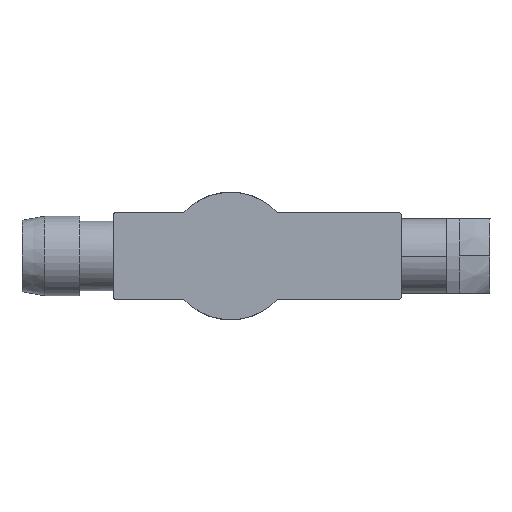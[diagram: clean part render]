
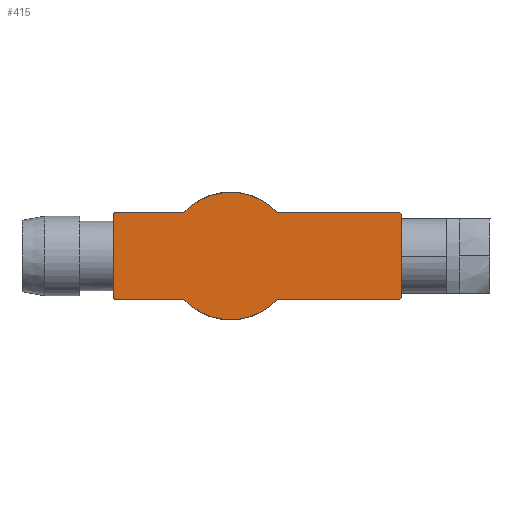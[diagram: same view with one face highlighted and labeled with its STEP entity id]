
A CAD part, front view. The second image highlights one B-rep face of the part: STEP entity #415.
In plain terms, the highlighted planar face has unit normal (0, -1, 0).
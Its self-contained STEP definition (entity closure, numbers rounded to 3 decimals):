
#1 = EDGE_CURVE ( 'NONE', #789, #534, #1269, .T. ) ;
#36 = CARTESIAN_POINT ( 'NONE',  ( -22.5, -22.5, 0. ) ) ;
#38 = ORIENTED_EDGE ( 'NONE', *, *, #105, .F. ) ;
#72 = CARTESIAN_POINT ( 'NONE',  ( -37.7, -22.5, -5.4 ) ) ;
#82 = EDGE_CURVE ( 'NONE', #789, #1903, #1039, .T. ) ;
#103 = CIRCLE ( 'NONE', #1726, 0.3 ) ;
#105 = EDGE_CURVE ( 'NONE', #534, #161, #643, .T. ) ;
#146 = DIRECTION ( 'NONE',  ( 0., 0., -1. ) ) ;
#157 = DIRECTION ( 'NONE',  ( 0., 1., 0. ) ) ;
#161 = VERTEX_POINT ( 'NONE', #1600 ) ;
#169 = DIRECTION ( 'NONE',  ( 0., 1., 0. ) ) ;
#264 = CARTESIAN_POINT ( 'NONE',  ( -38., -22.5, -5.4 ) ) ;
#303 = CARTESIAN_POINT ( 'NONE',  ( 0., -22.5, -5.4 ) ) ;
#316 = EDGE_CURVE ( 'NONE', #625, #323, #1033, .T. ) ;
#317 = DIRECTION ( 'NONE',  ( 0., 0., -1. ) ) ;
#323 = VERTEX_POINT ( 'NONE', #1930 ) ;
#337 = CARTESIAN_POINT ( 'NONE',  ( -16.33, -22.5, 5.7 ) ) ;
#338 = EDGE_CURVE ( 'NONE', #625, #1545, #988, .T. ) ;
#345 = ORIENTED_EDGE ( 'NONE', *, *, #1722, .T. ) ;
#347 = EDGE_LOOP ( 'NONE', ( #877, #973, #483, #345, #1521, #947, #968, #1539, #774, #1450, #38, #1593, #1361 ) ) ;
#366 = VECTOR ( 'NONE', #715, 1000. ) ;
#381 = CARTESIAN_POINT ( 'NONE',  ( -37.7, -22.5, 5.7 ) ) ;
#415 = ADVANCED_FACE ( 'NONE', ( #744 ), #766, .F. ) ;
#428 = DIRECTION ( 'NONE',  ( 0., 0., -1. ) ) ;
#436 = CIRCLE ( 'NONE', #449, 0.3 ) ;
#448 = DIRECTION ( 'NONE',  ( -1., 0., 0. ) ) ;
#449 = AXIS2_PLACEMENT_3D ( 'NONE', #1030, #1184, #1336 ) ;
#450 = DIRECTION ( 'NONE',  ( 0., 1., 0. ) ) ;
#456 = CARTESIAN_POINT ( 'NONE',  ( -22.5, -22.5, 0. ) ) ;
#457 = DIRECTION ( 'NONE',  ( 0., 0., 1. ) ) ;
#483 = ORIENTED_EDGE ( 'NONE', *, *, #1004, .F. ) ;
#496 = VECTOR ( 'NONE', #607, 1000. ) ;
#518 = EDGE_CURVE ( 'NONE', #677, #161, #1238, .T. ) ;
#524 = CARTESIAN_POINT ( 'NONE',  ( -0.3, -22.5, 5.7 ) ) ;
#527 = CIRCLE ( 'NONE', #1173, 0.3 ) ;
#534 = VERTEX_POINT ( 'NONE', #1079 ) ;
#596 = CARTESIAN_POINT ( 'NONE',  ( -16.33, -22.5, 5.7 ) ) ;
#607 = DIRECTION ( 'NONE',  ( 0., 0., 1. ) ) ;
#612 = LINE ( 'NONE', #596, #1282 ) ;
#617 = AXIS2_PLACEMENT_3D ( 'NONE', #1378, #1861, #950 ) ;
#624 = VERTEX_POINT ( 'NONE', #524 ) ;
#625 = VERTEX_POINT ( 'NONE', #803 ) ;
#634 = CIRCLE ( 'NONE', #1862, 8.4 ) ;
#639 = CARTESIAN_POINT ( 'NONE',  ( -0.3, -22.5, -5.7 ) ) ;
#643 = CIRCLE ( 'NONE', #617, 8.4 ) ;
#653 = AXIS2_PLACEMENT_3D ( 'NONE', #907, #450, #457 ) ;
#677 = VERTEX_POINT ( 'NONE', #1540 ) ;
#688 = DIRECTION ( 'NONE',  ( -1., 0., 0. ) ) ;
#715 = DIRECTION ( 'NONE',  ( 0., 0., -1. ) ) ;
#744 = FACE_OUTER_BOUND ( 'NONE', #347, .T. ) ;
#766 = PLANE ( 'NONE',  #653 ) ;
#774 = ORIENTED_EDGE ( 'NONE', *, *, #1498, .F. ) ;
#789 = VERTEX_POINT ( 'NONE', #1572 ) ;
#798 = EDGE_CURVE ( 'NONE', #844, #1545, #1724, .T. ) ;
#803 = CARTESIAN_POINT ( 'NONE',  ( -38., -22.5, 5.4 ) ) ;
#806 = CARTESIAN_POINT ( 'NONE',  ( -0.3, -22.5, -5.7 ) ) ;
#835 = AXIS2_PLACEMENT_3D ( 'NONE', #1923, #1163, #428 ) ;
#844 = VERTEX_POINT ( 'NONE', #1267 ) ;
#877 = ORIENTED_EDGE ( 'NONE', *, *, #1201, .F. ) ;
#907 = CARTESIAN_POINT ( 'NONE',  ( -22.5, -22.5, 0. ) ) ;
#917 = CARTESIAN_POINT ( 'NONE',  ( -28.67, -22.5, -5.7 ) ) ;
#947 = ORIENTED_EDGE ( 'NONE', *, *, #798, .T. ) ;
#950 = DIRECTION ( 'NONE',  ( 0., 0., -1. ) ) ;
#968 = ORIENTED_EDGE ( 'NONE', *, *, #338, .F. ) ;
#973 = ORIENTED_EDGE ( 'NONE', *, *, #1813, .T. ) ;
#988 = CIRCLE ( 'NONE', #835, 0.3 ) ;
#997 = VERTEX_POINT ( 'NONE', #303 ) ;
#1004 = EDGE_CURVE ( 'NONE', #624, #1181, #436, .T. ) ;
#1030 = CARTESIAN_POINT ( 'NONE',  ( -0.3, -22.5, 5.4 ) ) ;
#1033 = LINE ( 'NONE', #264, #366 ) ;
#1039 = LINE ( 'NONE', #806, #1609 ) ;
#1062 = DIRECTION ( 'NONE',  ( 1., 0., 0. ) ) ;
#1064 = CARTESIAN_POINT ( 'NONE',  ( 0., -22.5, 5.4 ) ) ;
#1065 = DIRECTION ( 'NONE',  ( 0., 1., 0. ) ) ;
#1079 = CARTESIAN_POINT ( 'NONE',  ( -22.5, -22.5, -8.4 ) ) ;
#1119 = CARTESIAN_POINT ( 'NONE',  ( -37.7, -22.5, 5.7 ) ) ;
#1163 = DIRECTION ( 'NONE',  ( 0., 1., 0. ) ) ;
#1173 = AXIS2_PLACEMENT_3D ( 'NONE', #1189, #169, #1499 ) ;
#1181 = VERTEX_POINT ( 'NONE', #1064 ) ;
#1184 = DIRECTION ( 'NONE',  ( 0., 1., 0. ) ) ;
#1189 = CARTESIAN_POINT ( 'NONE',  ( -0.3, -22.5, -5.4 ) ) ;
#1201 = EDGE_CURVE ( 'NONE', #997, #1903, #527, .T. ) ;
#1213 = CARTESIAN_POINT ( 'NONE',  ( 0., -22.5, 5.4 ) ) ;
#1235 = DIRECTION ( 'NONE',  ( 1., 0., 0. ) ) ;
#1238 = LINE ( 'NONE', #917, #1585 ) ;
#1257 = DIRECTION ( 'NONE',  ( 0., 0., -1. ) ) ;
#1267 = CARTESIAN_POINT ( 'NONE',  ( -28.67, -22.5, 5.7 ) ) ;
#1269 = CIRCLE ( 'NONE', #1348, 8.4 ) ;
#1282 = VECTOR ( 'NONE', #448, 1000. ) ;
#1323 = VERTEX_POINT ( 'NONE', #337 ) ;
#1336 = DIRECTION ( 'NONE',  ( 0., 0., -1. ) ) ;
#1348 = AXIS2_PLACEMENT_3D ( 'NONE', #36, #1065, #317 ) ;
#1361 = ORIENTED_EDGE ( 'NONE', *, *, #82, .T. ) ;
#1378 = CARTESIAN_POINT ( 'NONE',  ( -22.5, -22.5, 0. ) ) ;
#1450 = ORIENTED_EDGE ( 'NONE', *, *, #518, .T. ) ;
#1498 = EDGE_CURVE ( 'NONE', #677, #323, #103, .T. ) ;
#1499 = DIRECTION ( 'NONE',  ( 0., 0., -1. ) ) ;
#1521 = ORIENTED_EDGE ( 'NONE', *, *, #1648, .F. ) ;
#1539 = ORIENTED_EDGE ( 'NONE', *, *, #316, .T. ) ;
#1540 = CARTESIAN_POINT ( 'NONE',  ( -37.7, -22.5, -5.7 ) ) ;
#1545 = VERTEX_POINT ( 'NONE', #381 ) ;
#1572 = CARTESIAN_POINT ( 'NONE',  ( -16.33, -22.5, -5.7 ) ) ;
#1585 = VECTOR ( 'NONE', #1062, 1000. ) ;
#1593 = ORIENTED_EDGE ( 'NONE', *, *, #1, .F. ) ;
#1600 = CARTESIAN_POINT ( 'NONE',  ( -28.67, -22.5, -5.7 ) ) ;
#1609 = VECTOR ( 'NONE', #1235, 1000. ) ;
#1648 = EDGE_CURVE ( 'NONE', #844, #1323, #634, .T. ) ;
#1649 = LINE ( 'NONE', #1213, #496 ) ;
#1722 = EDGE_CURVE ( 'NONE', #624, #1323, #612, .T. ) ;
#1724 = LINE ( 'NONE', #1119, #1865 ) ;
#1726 = AXIS2_PLACEMENT_3D ( 'NONE', #72, #1882, #1257 ) ;
#1813 = EDGE_CURVE ( 'NONE', #997, #1181, #1649, .T. ) ;
#1861 = DIRECTION ( 'NONE',  ( 0., 1., 0. ) ) ;
#1862 = AXIS2_PLACEMENT_3D ( 'NONE', #456, #157, #146 ) ;
#1865 = VECTOR ( 'NONE', #688, 1000. ) ;
#1882 = DIRECTION ( 'NONE',  ( 0., 1., 0. ) ) ;
#1903 = VERTEX_POINT ( 'NONE', #639 ) ;
#1923 = CARTESIAN_POINT ( 'NONE',  ( -37.7, -22.5, 5.4 ) ) ;
#1930 = CARTESIAN_POINT ( 'NONE',  ( -38., -22.5, -5.4 ) ) ;
